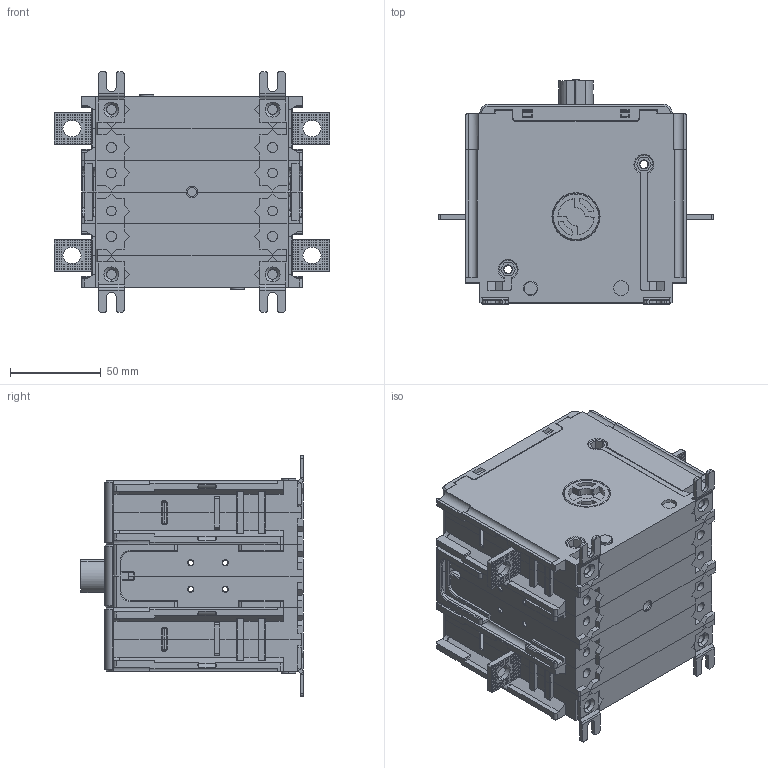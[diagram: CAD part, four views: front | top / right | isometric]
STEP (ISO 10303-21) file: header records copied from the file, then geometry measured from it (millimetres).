
FILE_DESCRIPTION((''),'2;1');
FILE_NAME('CDGNE250U211Z','2024-09-13T',('di.shen'),(''),'PRO/ENGINEER BY PARAMETRIC TECHNOLOGY CORPORATION, 2015440','PRO/ENGINEER BY PARAMETRIC TECHNOLOGY CORPORATION, 2015440','');
FILE_SCHEMA(('CONFIG_CONTROL_DESIGN'));
Products named in the file (1): CDGNE250U211Z
Bounding box: 151.99 x 123.6 x 133 mm (x, y, z)
Surface area: 178441.1 mm2 (no closed solid volume)
Topology: 0 solids, 671 shells, 2166 faces, 10465 edges, 8880 vertices
Faces by surface type: plane 1683, cylinder 311, cone 133, torus 26, sphere 8, bspline 5
Entity records: 108081 total; most frequent: CARTESIAN_POINT 25840, DIRECTION 15832, ORIENTED_EDGE 13895, EDGE_CURVE 10465, VECTOR 9122, LINE 9122, VERTEX_POINT 8880, AXIS2_PLACEMENT_3D 3355
